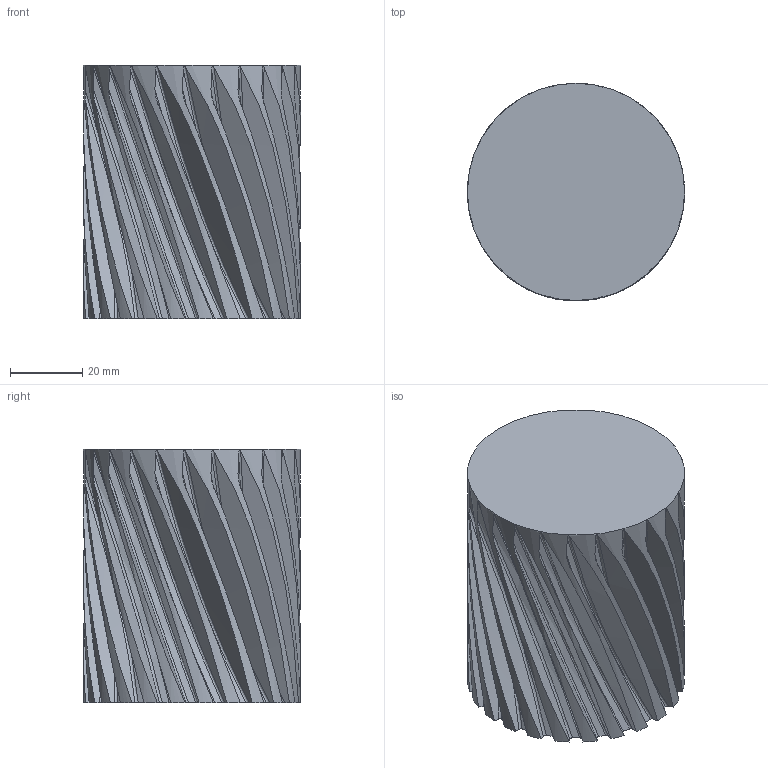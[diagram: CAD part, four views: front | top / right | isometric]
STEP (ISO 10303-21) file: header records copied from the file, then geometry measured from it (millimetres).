
FILE_DESCRIPTION(('FreeCAD Model'),'2;1');
FILE_NAME('Open CASCADE Shape Model','2025-02-16T11:56:57',(''),(''), 'Open CASCADE STEP processor 7.8','FreeCAD','Unknown');
FILE_SCHEMA(('AUTOMOTIVE_DESIGN { 1 0 10303 214 1 1 1 1 }'));
Products named in the file (1): bd3.1
Bounding box: 60 x 60 x 70 mm (x, y, z)
Volume: 159348.2 mm3; surface area: 33211.2 mm2
Topology: 1 solids, 1 shells, 126 faces, 372 edges, 248 vertices
Faces by surface type: bspline 120, cylinder 4, plane 2
Full cylindrical faces by diameter (mm): 60 x1
Entity records: 40036 total; most frequent: CARTESIAN_POINT 34632, B_SPLINE_CURVE_WITH_KNOTS 813, ORIENTED_EDGE 744, PCURVE 744, DEFINITIONAL_REPRESENTATION 744, EDGE_CURVE 372, SURFACE_CURVE 371, DIRECTION 318
